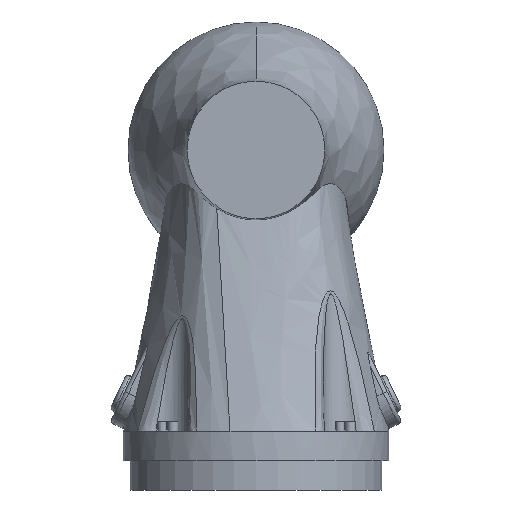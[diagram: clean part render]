
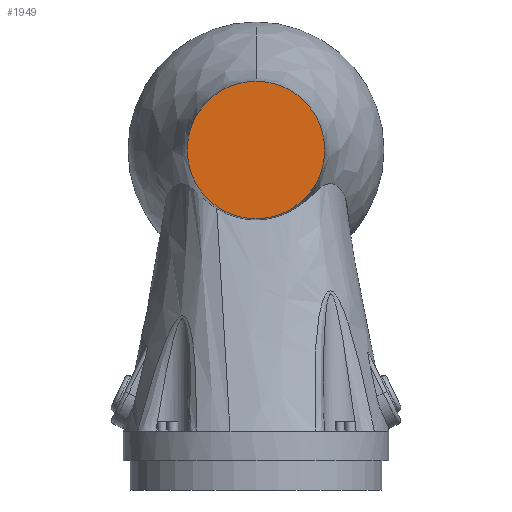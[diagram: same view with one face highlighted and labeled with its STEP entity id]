
A CAD part, front view. The second image highlights one B-rep face of the part: STEP entity #1949.
In plain terms, the highlighted planar face has unit normal (0, -1, 0).
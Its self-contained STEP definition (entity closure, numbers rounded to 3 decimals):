
#541 = ORIENTED_EDGE ( 'NONE', *, *, #8464, .T. ) ;
#608 = CARTESIAN_POINT ( 'NONE',  ( 0., -92.6, 173. ) ) ;
#644 = DIRECTION ( 'NONE',  ( 0., -1., 0. ) ) ;
#1678 = FACE_OUTER_BOUND ( 'NONE', #10297, .T. ) ;
#1949 = ADVANCED_FACE ( 'NONE', ( #1678 ), #2524, .T. ) ;
#2524 = PLANE ( 'NONE',  #6814 ) ;
#2859 = AXIS2_PLACEMENT_3D ( 'NONE', #7314, #2913, #10918 ) ;
#2913 = DIRECTION ( 'NONE',  ( 0., -1., 0. ) ) ;
#3036 = CIRCLE ( 'NONE', #10724, 35. ) ;
#3677 = VERTEX_POINT ( 'NONE', #11345 ) ;
#4182 = CARTESIAN_POINT ( 'NONE',  ( 0., -92.6, 173. ) ) ;
#5981 = DIRECTION ( 'NONE',  ( 0., 0., -1. ) ) ;
#6601 = VERTEX_POINT ( 'NONE', #10958 ) ;
#6814 = AXIS2_PLACEMENT_3D ( 'NONE', #4182, #8593, #10441 ) ;
#7264 = EDGE_CURVE ( 'NONE', #6601, #3677, #7483, .T. ) ;
#7314 = CARTESIAN_POINT ( 'NONE',  ( 0., -92.6, 173. ) ) ;
#7483 = CIRCLE ( 'NONE', #2859, 35. ) ;
#8464 = EDGE_CURVE ( 'NONE', #3677, #6601, #3036, .T. ) ;
#8593 = DIRECTION ( 'NONE',  ( 0., -1., 0. ) ) ;
#8915 = ORIENTED_EDGE ( 'NONE', *, *, #7264, .T. ) ;
#10297 = EDGE_LOOP ( 'NONE', ( #8915, #541 ) ) ;
#10441 = DIRECTION ( 'NONE',  ( 0., 0., -1. ) ) ;
#10724 = AXIS2_PLACEMENT_3D ( 'NONE', #608, #644, #5981 ) ;
#10918 = DIRECTION ( 'NONE',  ( 0., 0., -1. ) ) ;
#10958 = CARTESIAN_POINT ( 'NONE',  ( 0., -92.6, 208. ) ) ;
#11345 = CARTESIAN_POINT ( 'NONE',  ( 0., -92.6, 138. ) ) ;
